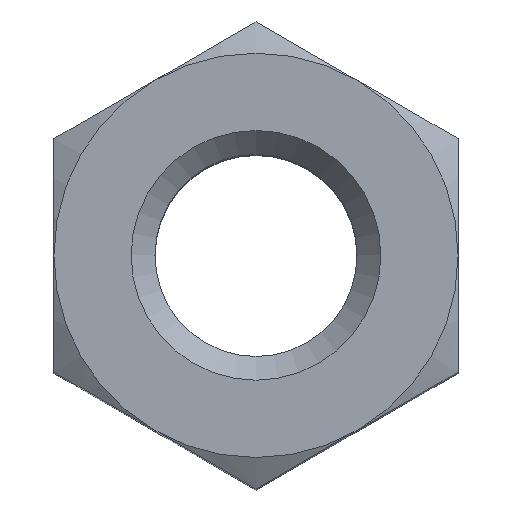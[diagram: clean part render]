
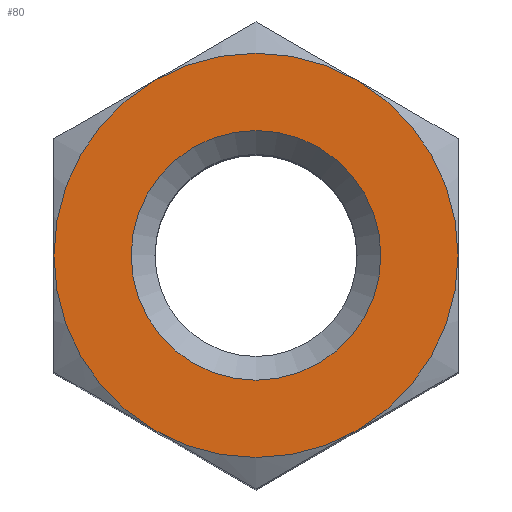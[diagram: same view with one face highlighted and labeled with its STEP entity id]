
A CAD part, top view. The second image highlights one B-rep face of the part: STEP entity #80.
In plain terms, the highlighted planar face has unit normal (0, 0, 1).
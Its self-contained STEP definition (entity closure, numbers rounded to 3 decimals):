
#80 = ADVANCED_FACE( '', ( #186, #187 ), #188, .F. );
#186 = FACE_BOUND( '', #462, .T. );
#187 = FACE_OUTER_BOUND( '', #463, .T. );
#188 = PLANE( '', #464 );
#462 = EDGE_LOOP( '', ( #760 ) );
#463 = EDGE_LOOP( '', ( #761, #762, #763, #764, #765, #766 ) );
#464 = AXIS2_PLACEMENT_3D( '', #767, #768, #769 );
#760 = ORIENTED_EDGE( '', *, *, #1265, .T. );
#761 = ORIENTED_EDGE( '', *, *, #1268, .F. );
#762 = ORIENTED_EDGE( '', *, *, #1278, .F. );
#763 = ORIENTED_EDGE( '', *, *, #1279, .F. );
#764 = ORIENTED_EDGE( '', *, *, #1280, .F. );
#765 = ORIENTED_EDGE( '', *, *, #1281, .F. );
#766 = ORIENTED_EDGE( '', *, *, #1282, .F. );
#767 = CARTESIAN_POINT( '', ( -8.5, -4.907, 30. ) );
#768 = DIRECTION( '', ( 0., 0., -1. ) );
#769 = DIRECTION( '', ( -1., 0., 0. ) );
#1265 = EDGE_CURVE( '', #1389, #1389, #1390, .T. );
#1268 = EDGE_CURVE( '', #1394, #1392, #1396, .T. );
#1278 = EDGE_CURVE( '', #1413, #1394, #1414, .T. );
#1279 = EDGE_CURVE( '', #1415, #1413, #1416, .T. );
#1280 = EDGE_CURVE( '', #1417, #1415, #1418, .T. );
#1281 = EDGE_CURVE( '', #1419, #1417, #1420, .T. );
#1282 = EDGE_CURVE( '', #1392, #1419, #1421, .T. );
#1389 = VERTEX_POINT( '', #1613 );
#1390 = CIRCLE( '', #1614, 5.25 );
#1392 = VERTEX_POINT( '', #1616 );
#1394 = VERTEX_POINT( '', #1623 );
#1396 = CIRCLE( '', #1632, 8.5 );
#1413 = VERTEX_POINT( '', #1688 );
#1414 = CIRCLE( '', #1689, 8.5 );
#1415 = VERTEX_POINT( '', #1690 );
#1416 = CIRCLE( '', #1691, 8.5 );
#1417 = VERTEX_POINT( '', #1692 );
#1418 = CIRCLE( '', #1693, 8.5 );
#1419 = VERTEX_POINT( '', #1694 );
#1420 = CIRCLE( '', #1695, 8.5 );
#1421 = CIRCLE( '', #1696, 8.5 );
#1613 = CARTESIAN_POINT( '', ( -5.25, 0., 30. ) );
#1614 = AXIS2_PLACEMENT_3D( '', #1982, #1983, #1984 );
#1616 = CARTESIAN_POINT( '', ( 4.25, 7.361, 30. ) );
#1623 = CARTESIAN_POINT( '', ( -4.25, 7.361, 30. ) );
#1632 = AXIS2_PLACEMENT_3D( '', #1985, #1986, #1987 );
#1688 = CARTESIAN_POINT( '', ( -8.5, 0., 30. ) );
#1689 = AXIS2_PLACEMENT_3D( '', #1991, #1992, #1993 );
#1690 = CARTESIAN_POINT( '', ( -4.25, -7.361, 30. ) );
#1691 = AXIS2_PLACEMENT_3D( '', #1994, #1995, #1996 );
#1692 = CARTESIAN_POINT( '', ( 4.25, -7.361, 30. ) );
#1693 = AXIS2_PLACEMENT_3D( '', #1997, #1998, #1999 );
#1694 = CARTESIAN_POINT( '', ( 8.5, 0., 30. ) );
#1695 = AXIS2_PLACEMENT_3D( '', #2000, #2001, #2002 );
#1696 = AXIS2_PLACEMENT_3D( '', #2003, #2004, #2005 );
#1982 = CARTESIAN_POINT( '', ( 0., 0., 30. ) );
#1983 = DIRECTION( '', ( 0., 0., -1. ) );
#1984 = DIRECTION( '', ( -1., 0., 0. ) );
#1985 = CARTESIAN_POINT( '', ( 0., 0., 30. ) );
#1986 = DIRECTION( '', ( 0., 0., -1. ) );
#1987 = DIRECTION( '', ( -1., 0., 0. ) );
#1991 = CARTESIAN_POINT( '', ( 0., 0., 30. ) );
#1992 = DIRECTION( '', ( 0., 0., -1. ) );
#1993 = DIRECTION( '', ( -1., 0., 0. ) );
#1994 = CARTESIAN_POINT( '', ( 0., 0., 30. ) );
#1995 = DIRECTION( '', ( 0., 0., -1. ) );
#1996 = DIRECTION( '', ( -1., 0., 0. ) );
#1997 = CARTESIAN_POINT( '', ( 0., 0., 30. ) );
#1998 = DIRECTION( '', ( 0., 0., -1. ) );
#1999 = DIRECTION( '', ( -1., 0., 0. ) );
#2000 = CARTESIAN_POINT( '', ( 0., 0., 30. ) );
#2001 = DIRECTION( '', ( 0., 0., -1. ) );
#2002 = DIRECTION( '', ( -1., 0., 0. ) );
#2003 = CARTESIAN_POINT( '', ( 0., 0., 30. ) );
#2004 = DIRECTION( '', ( 0., 0., -1. ) );
#2005 = DIRECTION( '', ( -1., 0., 0. ) );
